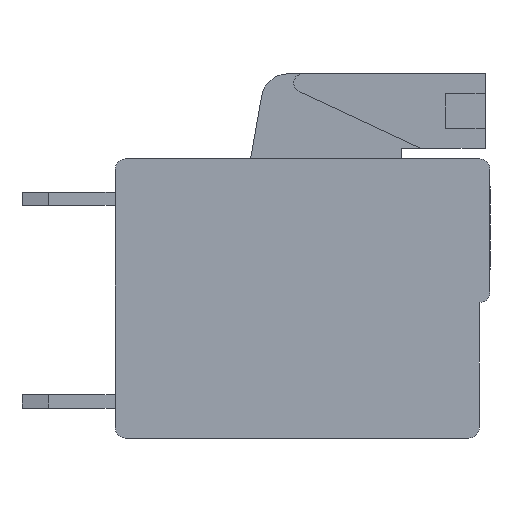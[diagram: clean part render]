
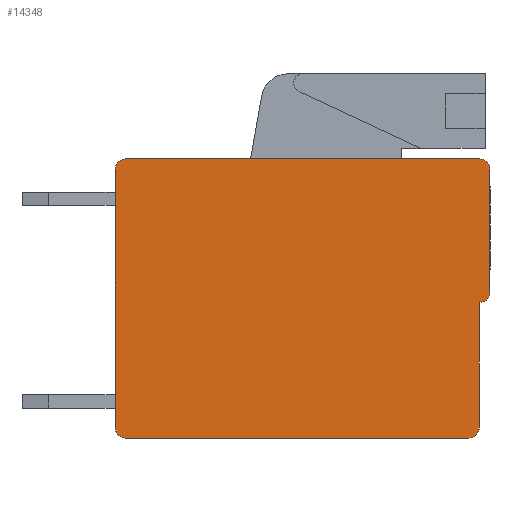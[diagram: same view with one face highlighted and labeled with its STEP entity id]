
A CAD part, front view. The second image highlights one B-rep face of the part: STEP entity #14348.
In plain terms, the highlighted planar face has unit normal (0, -1, 0).
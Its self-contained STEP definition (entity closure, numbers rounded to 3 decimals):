
#271=DIRECTION('',(-1.,0.,0.));
#272=VECTOR('',#271,13.3);
#273=CARTESIAN_POINT('',(13.7,-55.88,
0.));
#274=LINE('',#273,#272);
#2715=DIRECTION('',(0.,0.,1.));
#2716=VECTOR('',#2715,4.6);
#2717=CARTESIAN_POINT('',(14.1,-55.88,-5.));
#2718=LINE('',#2717,#2716);
#3281=DIRECTION('',(0.,0.,1.));
#3282=VECTOR('',#3281,4.7);
#3283=CARTESIAN_POINT('',(13.7,-55.88,-10.1));
#3284=LINE('',#3283,#3282);
#3289=DIRECTION('',(1.,0.,0.));
#3290=VECTOR('',#3289,12.9);
#3291=CARTESIAN_POINT('',(0.4,-55.88,
-10.5));
#3292=LINE('',#3291,#3290);
#3697=DIRECTION('',(0.,0.,-1.));
#3698=VECTOR('',#3697,9.7);
#3699=CARTESIAN_POINT('',(0.,-55.88,
-0.4));
#3700=LINE('',#3699,#3698);
#4941=CARTESIAN_POINT('',(0.4,-55.88,
-10.1));
#4942=DIRECTION('',(0.,1.,0.));
#4943=DIRECTION('',(0.,0.,-1.));
#4944=AXIS2_PLACEMENT_3D('',#4941,#4942,#4943);
#4946=CARTESIAN_POINT('',(0.4,-55.88,
-0.4));
#4947=DIRECTION('',(0.,1.,0.));
#4948=DIRECTION('',(-1.,0.,0.));
#4949=AXIS2_PLACEMENT_3D('',#4946,#4947,#4948);
#4951=CARTESIAN_POINT('',(13.7,-55.88,-0.4));
#4952=DIRECTION('',(0.,1.,0.));
#4953=DIRECTION('',(0.,0.,1.));
#4954=AXIS2_PLACEMENT_3D('',#4951,#4952,#4953);
#4956=CARTESIAN_POINT('',(13.7,-55.88,-5.));
#4957=DIRECTION('',(0.,1.,0.));
#4958=DIRECTION('',(1.,0.,0.));
#4959=AXIS2_PLACEMENT_3D('',#4956,#4957,#4958);
#4961=CARTESIAN_POINT('',(13.3,-55.88,-10.1));
#4962=DIRECTION('',(0.,1.,0.));
#4963=DIRECTION('',(1.,0.,0.));
#4964=AXIS2_PLACEMENT_3D('',#4961,#4962,#4963);
#6725=CARTESIAN_POINT('',(13.7,-55.88,
0.));
#6726=CARTESIAN_POINT('',(0.4,-55.88,
0.));
#6727=VERTEX_POINT('',#6725);
#6728=VERTEX_POINT('',#6726);
#6729=CARTESIAN_POINT('',(0.,-55.88,
-0.4));
#6730=CARTESIAN_POINT('',(0.,-55.88,
-10.1));
#6731=VERTEX_POINT('',#6729);
#6732=VERTEX_POINT('',#6730);
#6749=CARTESIAN_POINT('',(0.4,-55.88,
-10.5));
#6750=VERTEX_POINT('',#6749);
#6751=CARTESIAN_POINT('',(14.1,-55.88,-0.4));
#6752=VERTEX_POINT('',#6751);
#6753=CARTESIAN_POINT('',(14.1,-55.88,-5.));
#6754=VERTEX_POINT('',#6753);
#6755=CARTESIAN_POINT('',(13.7,-55.88,-5.4));
#6756=VERTEX_POINT('',#6755);
#6757=CARTESIAN_POINT('',(13.7,-55.88,-10.1));
#6758=VERTEX_POINT('',#6757);
#6759=CARTESIAN_POINT('',(13.3,-55.88,
-10.5));
#6760=VERTEX_POINT('',#6759);
#14331=CARTESIAN_POINT('',(7.05,-55.88,-5.25));
#14332=DIRECTION('',(0.,1.,0.));
#14333=DIRECTION('',(1.,0.,0.));
#14334=AXIS2_PLACEMENT_3D('',#14331,#14332,#14333);
#14335=PLANE('',#14334);
#14336=ORIENTED_EDGE('',*,*,#11819,.T.);
#14337=ORIENTED_EDGE('',*,*,#11845,.F.);
#14338=ORIENTED_EDGE('',*,*,#14323,.T.);
#14339=ORIENTED_EDGE('',*,*,#7005,.F.);
#14340=ORIENTED_EDGE('',*,*,#10365,.T.);
#14341=ORIENTED_EDGE('',*,*,#10380,.F.);
#14342=ORIENTED_EDGE('',*,*,#11737,.T.);
#14343=ORIENTED_EDGE('',*,*,#11752,.F.);
#14344=ORIENTED_EDGE('',*,*,#11767,.T.);
#14345=ORIENTED_EDGE('',*,*,#11784,.F.);
#14346=EDGE_LOOP('',(#14336,#14337,#14338,#14339,#14340,#14341,#14342,#14343,
#14344,#14345));
#14347=FACE_OUTER_BOUND('',#14346,.F.);
#4945=CIRCLE('',#4944,0.4);
#4950=CIRCLE('',#4949,0.4);
#4955=CIRCLE('',#4954,0.4);
#4960=CIRCLE('',#4959,0.4);
#4965=CIRCLE('',#4964,0.4);
#7005=EDGE_CURVE('',#6727,#6728,#274,.T.);
#10365=EDGE_CURVE('',#6727,#6752,#4955,.T.);
#10380=EDGE_CURVE('',#6754,#6752,#2718,.T.);
#11737=EDGE_CURVE('',#6754,#6756,#4960,.T.);
#11752=EDGE_CURVE('',#6758,#6756,#3284,.T.);
#11767=EDGE_CURVE('',#6758,#6760,#4965,.T.);
#11784=EDGE_CURVE('',#6750,#6760,#3292,.T.);
#11819=EDGE_CURVE('',#6750,#6732,#4945,.T.);
#11845=EDGE_CURVE('',#6731,#6732,#3700,.T.);
#14323=EDGE_CURVE('',#6731,#6728,#4950,.T.);
#14348=ADVANCED_FACE('',(#14347),#14335,.F.);
